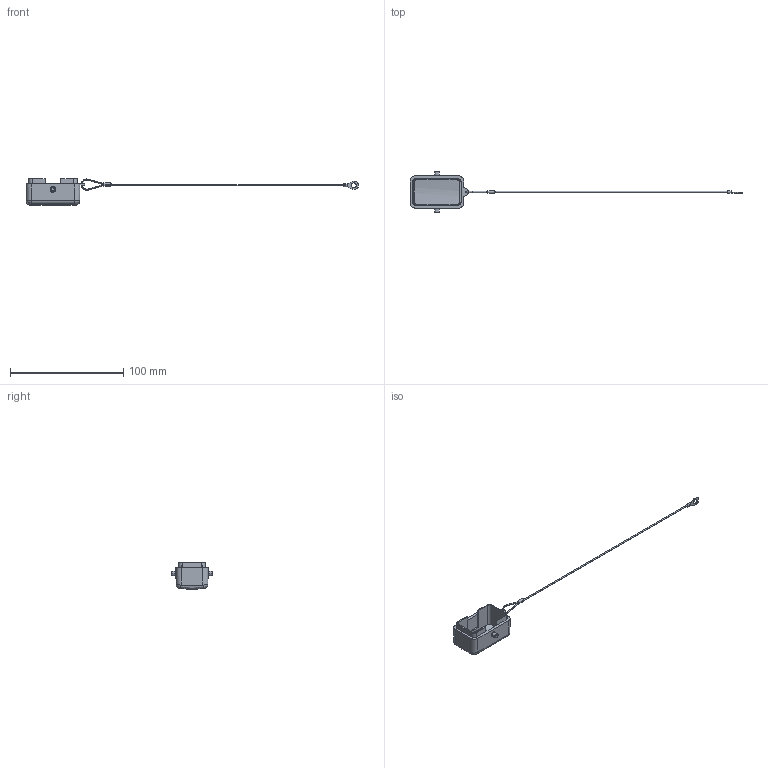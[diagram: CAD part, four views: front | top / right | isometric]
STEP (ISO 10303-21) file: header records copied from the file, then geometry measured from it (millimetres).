
FILE_DESCRIPTION(('Creo Elements/Direct Modeling STEP Export'),'2;1');
FILE_NAME('0lndrp34skmrke24060','2019-09-09T13:46:35',(''),(''),'Creo Elements/Direct Modeling STEP processor for AP214 (Solid Model)','Creo Elements/Direct Modeling 20.1B 02-Apr-2019 (C) Parametric Technology GmbH','');
FILE_SCHEMA(('AUTOMOTIVE_DESIGN { 1 0 10303 214 1 1 1 1 }'));
Length unit declared in the file: millimetre
Products named in the file (2): CXP_01_C
Assembly tree (1 placements, depth 2):
  CXP_01_C
    CXP_01_C
Bounding box: 292.9 x 37 x 23.5 mm (x, y, z)
Volume: 10275.3 mm3; surface area: 9060.8 mm2
Topology: 1 solids, 1 shells, 120 faces, 348 edges, 244 vertices
Faces by surface type: cylinder 53, plane 45, torus 12, bspline 10
Entity records: 7852 total; most frequent: CARTESIAN_POINT 4643, ORIENTED_EDGE 696, DIRECTION 606, EDGE_CURVE 348, VERTEX_POINT 244, AXIS2_PLACEMENT_3D 228, VECTOR 150, LINE 150
